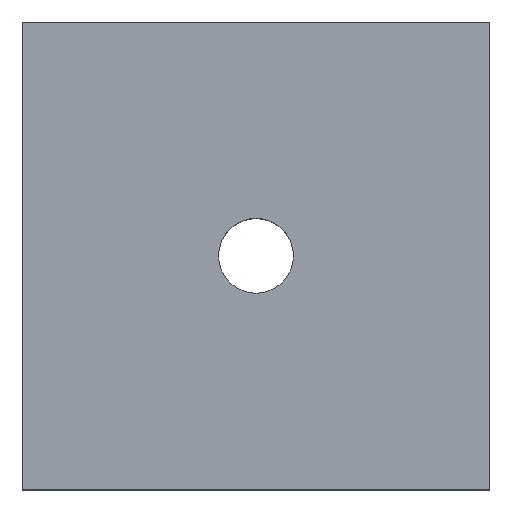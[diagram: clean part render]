
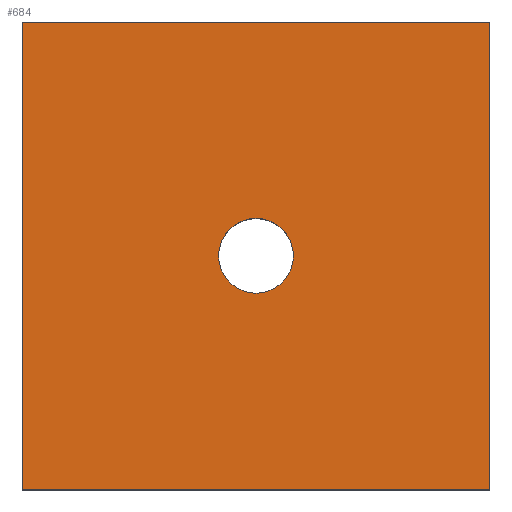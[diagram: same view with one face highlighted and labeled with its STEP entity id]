
A CAD part, top view. The second image highlights one B-rep face of the part: STEP entity #684.
In plain terms, the highlighted planar face has unit normal (0, 0, 1).
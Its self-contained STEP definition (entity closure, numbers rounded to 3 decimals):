
#371 = VERTEX_POINT('',#372);
#372 = CARTESIAN_POINT('',(-10.,10.,10.));
#379 = PLANE('',#380);
#380 = AXIS2_PLACEMENT_3D('',#381,#382,#383);
#381 = CARTESIAN_POINT('',(-10.,10.,0.));
#382 = DIRECTION('',(1.,0.,0.));
#383 = DIRECTION('',(0.,-1.,0.));
#391 = PLANE('',#392);
#392 = AXIS2_PLACEMENT_3D('',#393,#394,#395);
#393 = CARTESIAN_POINT('',(10.,10.,0.));
#394 = DIRECTION('',(0.,-1.,0.));
#395 = DIRECTION('',(-1.,0.,0.));
#403 = EDGE_CURVE('',#371,#404,#406,.T.);
#404 = VERTEX_POINT('',#405);
#405 = CARTESIAN_POINT('',(-10.,-10.,10.));
#406 = SURFACE_CURVE('',#407,(#411,#418),.PCURVE_S1.);
#407 = LINE('',#408,#409);
#408 = CARTESIAN_POINT('',(-10.,10.,10.));
#409 = VECTOR('',#410,1.);
#410 = DIRECTION('',(0.,-1.,0.));
#411 = PCURVE('',#379,#412);
#412 = DEFINITIONAL_REPRESENTATION('',(#413),#417);
#413 = LINE('',#414,#415);
#414 = CARTESIAN_POINT('',(0.,-10.));
#415 = VECTOR('',#416,1.);
#416 = DIRECTION('',(1.,0.));
#417 = ( GEOMETRIC_REPRESENTATION_CONTEXT(2) 
PARAMETRIC_REPRESENTATION_CONTEXT() REPRESENTATION_CONTEXT('2D SPACE',''
  ) );
#418 = PCURVE('',#419,#424);
#419 = PLANE('',#420);
#420 = AXIS2_PLACEMENT_3D('',#421,#422,#423);
#421 = CARTESIAN_POINT('',(0.,0.,10.));
#422 = DIRECTION('',(0.,0.,1.));
#423 = DIRECTION('',(1.,0.,0.));
#424 = DEFINITIONAL_REPRESENTATION('',(#425),#429);
#425 = LINE('',#426,#427);
#426 = CARTESIAN_POINT('',(-10.,10.));
#427 = VECTOR('',#428,1.);
#428 = DIRECTION('',(0.,-1.));
#429 = ( GEOMETRIC_REPRESENTATION_CONTEXT(2) 
PARAMETRIC_REPRESENTATION_CONTEXT() REPRESENTATION_CONTEXT('2D SPACE',''
  ) );
#447 = PLANE('',#448);
#448 = AXIS2_PLACEMENT_3D('',#449,#450,#451);
#449 = CARTESIAN_POINT('',(-10.,-10.,0.));
#450 = DIRECTION('',(0.,1.,0.));
#451 = DIRECTION('',(1.,0.,0.));
#491 = VERTEX_POINT('',#492);
#492 = CARTESIAN_POINT('',(10.,10.,10.));
#506 = PLANE('',#507);
#507 = AXIS2_PLACEMENT_3D('',#508,#509,#510);
#508 = CARTESIAN_POINT('',(10.,-10.,0.));
#509 = DIRECTION('',(-1.,0.,0.));
#510 = DIRECTION('',(0.,1.,0.));
#518 = EDGE_CURVE('',#491,#371,#519,.T.);
#519 = SURFACE_CURVE('',#520,(#524,#531),.PCURVE_S1.);
#520 = LINE('',#521,#522);
#521 = CARTESIAN_POINT('',(10.,10.,10.));
#522 = VECTOR('',#523,1.);
#523 = DIRECTION('',(-1.,0.,0.));
#524 = PCURVE('',#391,#525);
#525 = DEFINITIONAL_REPRESENTATION('',(#526),#530);
#526 = LINE('',#527,#528);
#527 = CARTESIAN_POINT('',(0.,-10.));
#528 = VECTOR('',#529,1.);
#529 = DIRECTION('',(1.,0.));
#530 = ( GEOMETRIC_REPRESENTATION_CONTEXT(2) 
PARAMETRIC_REPRESENTATION_CONTEXT() REPRESENTATION_CONTEXT('2D SPACE',''
  ) );
#531 = PCURVE('',#419,#532);
#532 = DEFINITIONAL_REPRESENTATION('',(#533),#537);
#533 = LINE('',#534,#535);
#534 = CARTESIAN_POINT('',(10.,10.));
#535 = VECTOR('',#536,1.);
#536 = DIRECTION('',(-1.,0.));
#537 = ( GEOMETRIC_REPRESENTATION_CONTEXT(2) 
PARAMETRIC_REPRESENTATION_CONTEXT() REPRESENTATION_CONTEXT('2D SPACE',''
  ) );
#565 = EDGE_CURVE('',#404,#566,#568,.T.);
#566 = VERTEX_POINT('',#567);
#567 = CARTESIAN_POINT('',(10.,-10.,10.));
#568 = SURFACE_CURVE('',#569,(#573,#580),.PCURVE_S1.);
#569 = LINE('',#570,#571);
#570 = CARTESIAN_POINT('',(-10.,-10.,10.));
#571 = VECTOR('',#572,1.);
#572 = DIRECTION('',(1.,0.,0.));
#573 = PCURVE('',#447,#574);
#574 = DEFINITIONAL_REPRESENTATION('',(#575),#579);
#575 = LINE('',#576,#577);
#576 = CARTESIAN_POINT('',(0.,-10.));
#577 = VECTOR('',#578,1.);
#578 = DIRECTION('',(1.,0.));
#579 = ( GEOMETRIC_REPRESENTATION_CONTEXT(2) 
PARAMETRIC_REPRESENTATION_CONTEXT() REPRESENTATION_CONTEXT('2D SPACE',''
  ) );
#580 = PCURVE('',#419,#581);
#581 = DEFINITIONAL_REPRESENTATION('',(#582),#586);
#582 = LINE('',#583,#584);
#583 = CARTESIAN_POINT('',(-10.,-10.));
#584 = VECTOR('',#585,1.);
#585 = DIRECTION('',(1.,0.));
#586 = ( GEOMETRIC_REPRESENTATION_CONTEXT(2) 
PARAMETRIC_REPRESENTATION_CONTEXT() REPRESENTATION_CONTEXT('2D SPACE',''
  ) );
#684 = ADVANCED_FACE('',(#685,#711),#419,.T.);
#685 = FACE_BOUND('',#686,.T.);
#686 = EDGE_LOOP('',(#687,#688,#689,#710));
#687 = ORIENTED_EDGE('',*,*,#403,.T.);
#688 = ORIENTED_EDGE('',*,*,#565,.T.);
#689 = ORIENTED_EDGE('',*,*,#690,.T.);
#690 = EDGE_CURVE('',#566,#491,#691,.T.);
#691 = SURFACE_CURVE('',#692,(#696,#703),.PCURVE_S1.);
#692 = LINE('',#693,#694);
#693 = CARTESIAN_POINT('',(10.,-10.,10.));
#694 = VECTOR('',#695,1.);
#695 = DIRECTION('',(0.,1.,0.));
#696 = PCURVE('',#419,#697);
#697 = DEFINITIONAL_REPRESENTATION('',(#698),#702);
#698 = LINE('',#699,#700);
#699 = CARTESIAN_POINT('',(10.,-10.));
#700 = VECTOR('',#701,1.);
#701 = DIRECTION('',(0.,1.));
#702 = ( GEOMETRIC_REPRESENTATION_CONTEXT(2) 
PARAMETRIC_REPRESENTATION_CONTEXT() REPRESENTATION_CONTEXT('2D SPACE',''
  ) );
#703 = PCURVE('',#506,#704);
#704 = DEFINITIONAL_REPRESENTATION('',(#705),#709);
#705 = LINE('',#706,#707);
#706 = CARTESIAN_POINT('',(0.,-10.));
#707 = VECTOR('',#708,1.);
#708 = DIRECTION('',(1.,0.));
#709 = ( GEOMETRIC_REPRESENTATION_CONTEXT(2) 
PARAMETRIC_REPRESENTATION_CONTEXT() REPRESENTATION_CONTEXT('2D SPACE',''
  ) );
#710 = ORIENTED_EDGE('',*,*,#518,.T.);
#711 = FACE_BOUND('',#712,.T.);
#712 = EDGE_LOOP('',(#713));
#713 = ORIENTED_EDGE('',*,*,#714,.F.);
#714 = EDGE_CURVE('',#715,#715,#717,.T.);
#715 = VERTEX_POINT('',#716);
#716 = CARTESIAN_POINT('',(1.6,0.,10.));
#717 = SURFACE_CURVE('',#718,(#723,#730),.PCURVE_S1.);
#718 = CIRCLE('',#719,1.6);
#719 = AXIS2_PLACEMENT_3D('',#720,#721,#722);
#720 = CARTESIAN_POINT('',(0.,0.,10.));
#721 = DIRECTION('',(0.,0.,1.));
#722 = DIRECTION('',(1.,0.,0.));
#723 = PCURVE('',#419,#724);
#724 = DEFINITIONAL_REPRESENTATION('',(#725),#729);
#725 = CIRCLE('',#726,1.6);
#726 = AXIS2_PLACEMENT_2D('',#727,#728);
#727 = CARTESIAN_POINT('',(0.,0.));
#728 = DIRECTION('',(1.,0.));
#729 = ( GEOMETRIC_REPRESENTATION_CONTEXT(2) 
PARAMETRIC_REPRESENTATION_CONTEXT() REPRESENTATION_CONTEXT('2D SPACE',''
  ) );
#730 = PCURVE('',#731,#736);
#731 = CYLINDRICAL_SURFACE('',#732,1.6);
#732 = AXIS2_PLACEMENT_3D('',#733,#734,#735);
#733 = CARTESIAN_POINT('',(0.,0.,30.3));
#734 = DIRECTION('',(0.,0.,1.));
#735 = DIRECTION('',(1.,0.,0.));
#736 = DEFINITIONAL_REPRESENTATION('',(#737),#741);
#737 = LINE('',#738,#739);
#738 = CARTESIAN_POINT('',(0.,-20.3));
#739 = VECTOR('',#740,1.);
#740 = DIRECTION('',(1.,0.));
#741 = ( GEOMETRIC_REPRESENTATION_CONTEXT(2) 
PARAMETRIC_REPRESENTATION_CONTEXT() REPRESENTATION_CONTEXT('2D SPACE',''
  ) );
